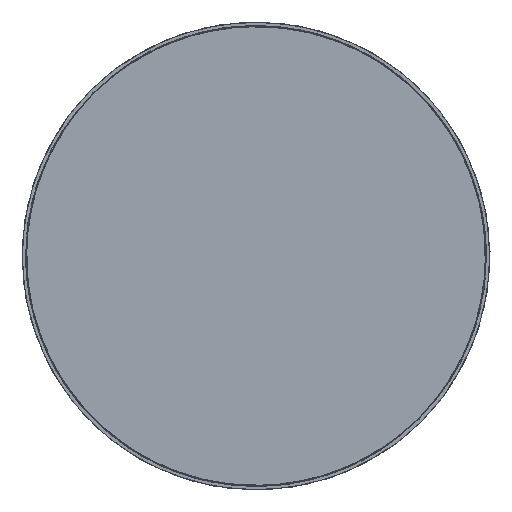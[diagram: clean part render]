
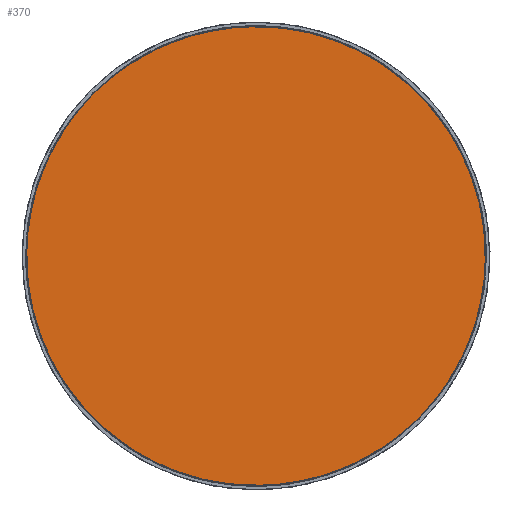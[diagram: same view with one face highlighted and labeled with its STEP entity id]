
A CAD part, top view. The second image highlights one B-rep face of the part: STEP entity #370.
In plain terms, the highlighted planar face has unit normal (0, 0, 1).
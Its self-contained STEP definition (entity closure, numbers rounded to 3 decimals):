
#33=PLANE('',#3527);
#370=ADVANCED_FACE('',(#518),#33,.T.);
#518=FACE_OUTER_BOUND('',#667,.T.);
#667=EDGE_LOOP('',(#915,#916));
#915=ORIENTED_EDGE('',*,*,#1522,.T.);
#916=ORIENTED_EDGE('',*,*,#1523,.T.);
#1522=EDGE_CURVE('',#2675,#2676,#2072,.T.);
#1523=EDGE_CURVE('',#2676,#2675,#2073,.T.);
#2072=(
BOUNDED_CURVE()
B_SPLINE_CURVE(2,(#4759,#4760,#4761,#4762,#4763),.UNSPECIFIED.,.F.,.F.)
B_SPLINE_CURVE_WITH_KNOTS((3,2,3),(0.,192.815,385.63),
 .UNSPECIFIED.)
CURVE()
GEOMETRIC_REPRESENTATION_ITEM()
RATIONAL_B_SPLINE_CURVE((1.,0.707,1.,0.707,1.))
REPRESENTATION_ITEM('')
);
#2073=(
BOUNDED_CURVE()
B_SPLINE_CURVE(2,(#4764,#4765,#4766,#4767,#4768),.UNSPECIFIED.,.F.,.F.)
B_SPLINE_CURVE_WITH_KNOTS((3,2,3),(385.63,578.446,771.261),
 .UNSPECIFIED.)
CURVE()
GEOMETRIC_REPRESENTATION_ITEM()
RATIONAL_B_SPLINE_CURVE((1.,0.707,1.,0.707,1.))
REPRESENTATION_ITEM('')
);
#2675=VERTEX_POINT('',#4757);
#2676=VERTEX_POINT('',#4758);
#3527=AXIS2_PLACEMENT_3D('',#4756,#3547,$);
#3547=DIRECTION('',(0.,0.,1.));
#4756=CARTESIAN_POINT('',(-208.314,-208.314,418.843));
#4757=CARTESIAN_POINT('',(86.797,-86.797,418.843));
#4758=CARTESIAN_POINT('',(-86.797,86.797,418.843));
#4759=CARTESIAN_POINT('',(86.797,-86.797,418.843));
#4760=CARTESIAN_POINT('',(173.595,0.,418.843));
#4761=CARTESIAN_POINT('',(86.797,86.797,418.843));
#4762=CARTESIAN_POINT('',(0.,173.595,418.843));
#4763=CARTESIAN_POINT('',(-86.797,86.797,418.843));
#4764=CARTESIAN_POINT('',(-86.797,86.797,418.843));
#4765=CARTESIAN_POINT('',(-173.595,0.,418.843));
#4766=CARTESIAN_POINT('',(-86.797,-86.797,418.843));
#4767=CARTESIAN_POINT('',(0.,-173.595,418.843));
#4768=CARTESIAN_POINT('',(86.797,-86.797,418.843));
